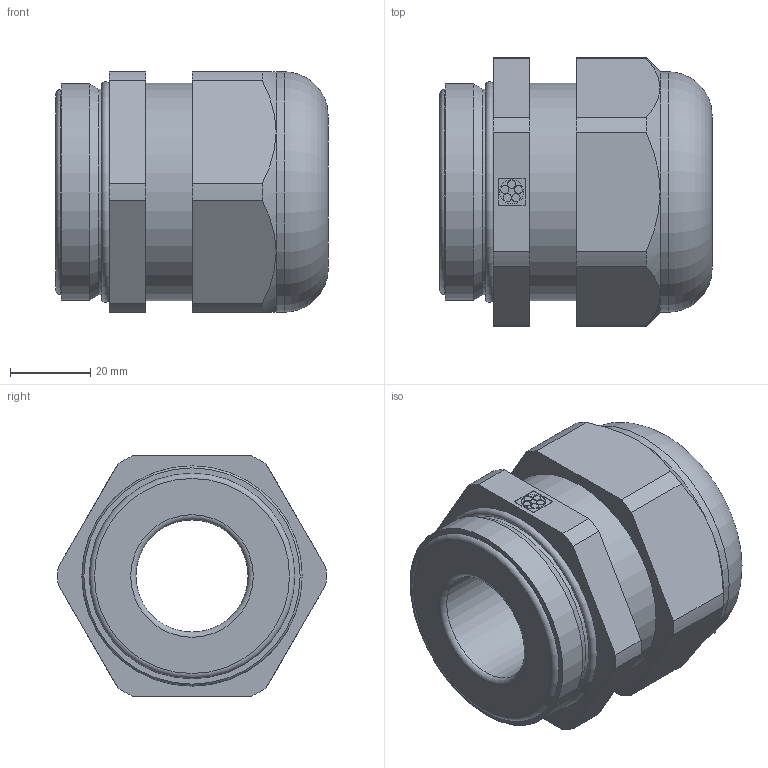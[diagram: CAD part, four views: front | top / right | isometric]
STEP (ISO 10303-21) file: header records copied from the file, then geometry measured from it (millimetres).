
FILE_DESCRIPTION( ( 'STEP AP214' ), '1' );
FILE_NAME( 'SKINTOP ST PG 42 Art. Nr. 53018080(F=28).stp', '2020-06-03T09:08:23', ( 'License CC BY-ND 4.0' ), ( 'CADENAS' ), ' ', 'PARTsolutions', ' ' );
FILE_SCHEMA( ( 'AUTOMOTIVE_DESIGN { 1 0 10303 214 1 1 1 1 }' ) );
Length unit declared in the file: millimetre
Products named in the file (1): _SKINTOP ST PG 42      Art. Nr. 53018080(F=28)
Bounding box: 68 x 66.99 x 60 mm (x, y, z)
Volume: 126966.2 mm3; surface area: 27397.1 mm2
Topology: 1 solids, 2 shells, 78 faces, 193 edges, 124 vertices
Faces by surface type: plane 35, cylinder 29, cone 7, torus 7
Full cylindrical faces by diameter (mm): 28 x1, 51.3 x3, 54 x1, 54.4 x1, 60 x1
Entity records: 2952 total; most frequent: CARTESIAN_POINT 482, DIRECTION 392, ORIENTED_EDGE 352, EDGE_CURVE 176, AXIS2_PLACEMENT_3D 149, VERTEX_POINT 123, EDGE_LOOP 102, LINE 94
